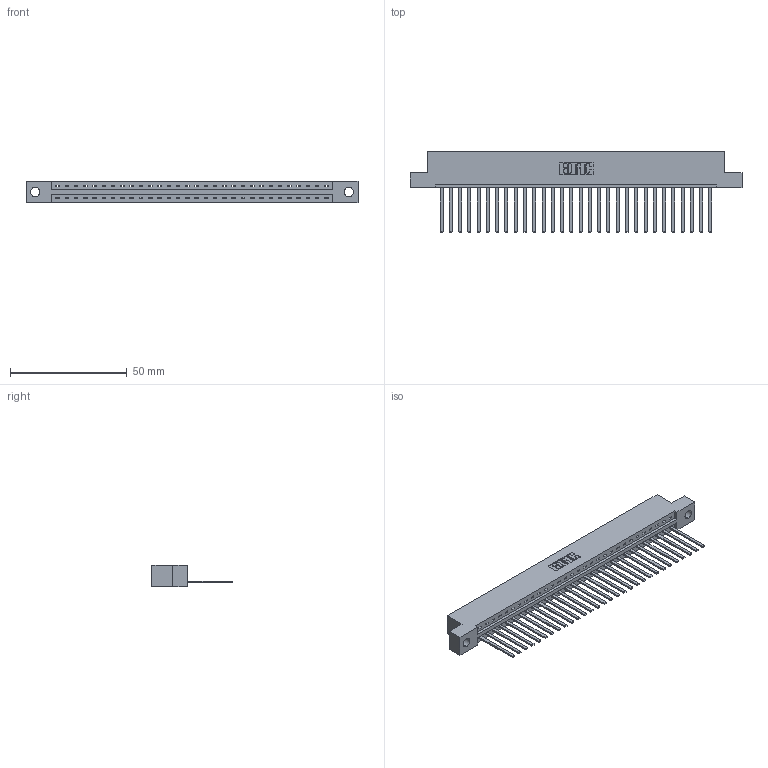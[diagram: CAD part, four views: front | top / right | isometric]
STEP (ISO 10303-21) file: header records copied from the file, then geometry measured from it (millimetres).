
FILE_DESCRIPTION (( 'STEP AP203' ), '1' );
FILE_NAME ('337-030-544-104.STEP', '2019-10-01T00:16:53', ( '' ), ( '' ), 'SwSTEP 2.0', 'SolidWorks 2016', '' );
FILE_SCHEMA (( 'CONFIG_CONTROL_DESIGN' ));
Length unit declared in the file: inch
Products named in the file (3): 345-292-001_345-293-144; 337 Part_Flush Mounting Lugs - 0.156 Dia-TH; 337-030-544-104
Assembly tree (31 placements, depth 2):
  337-030-544-104
    337 Part_Flush Mounting Lugs - 0.156 Dia-TH
    345-292-001_345-293-144  x30
Bounding box: 141.88 x 34.3 x 9.4 mm (x, y, z)
Volume: 14855.9 mm3; surface area: 16223 mm2
Topology: 31 solids, 31 shells, 1794 faces, 5411 edges, 3566 vertices
Faces by surface type: plane 1330, cylinder 464
Entity records: 23671 total; most frequent: CARTESIAN_POINT 4128, ORIENTED_EDGE 4094, DIRECTION 3495, EDGE_CURVE 2047, VECTOR 1923, LINE 1923, VERTEX_POINT 1362, AXIS2_PLACEMENT_3D 786
